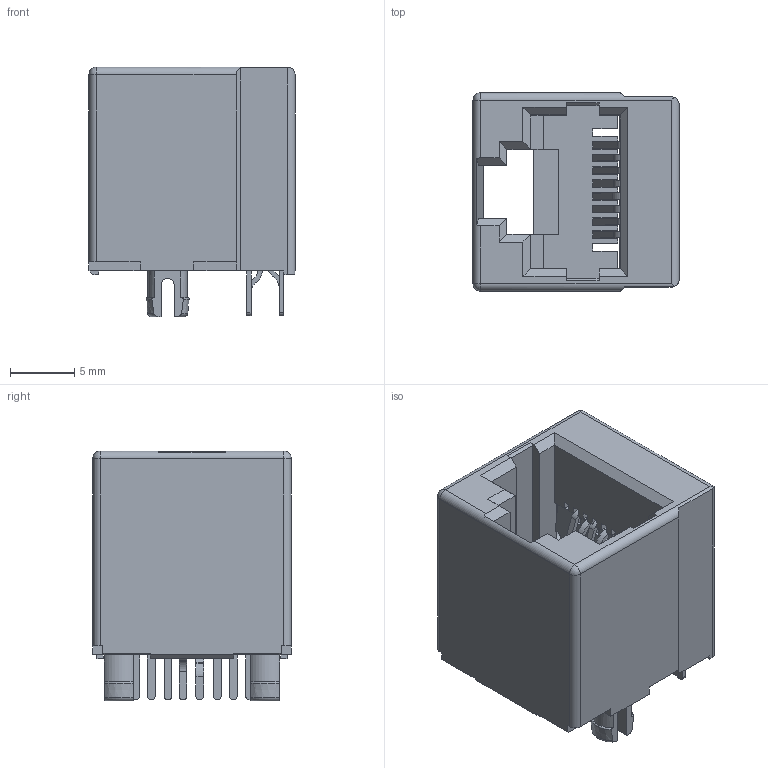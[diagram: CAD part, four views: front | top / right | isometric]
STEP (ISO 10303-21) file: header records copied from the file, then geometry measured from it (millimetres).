
FILE_DESCRIPTION(/* description */ ('Unknown'),/* implementation_level */ '2;1');
FILE_NAME(/* name */ 'J_Wurth_WR-MJ_615008160321',/* time_stamp */ '2025-07-08T10:23:09+08:00',/* author */ ('Unknown'),/* organization */ ('Unknown'),/* preprocessor_version */ 'ST-DEVELOPER v19.4',/* originating_system */ 'Solid Edge',/* authorisation */ 'Unknown');
FILE_SCHEMA (('AUTOMOTIVE_DESIGN {1 0 10303 214 3 1 1}'));
Length unit declared in the file: millimetre
Products named in the file (2): J_Wurth_WR-MJ_615008160321
Assembly tree (1 placements, depth 2):
  J_Wurth_WR-MJ_615008160321
    J_Wurth_WR-MJ_615008160321
Bounding box: 16.1 x 15.5 x 19.5 mm (x, y, z)
Volume: 1988.6 mm3; surface area: 3465.5 mm2
Topology: 1 solids, 20 shells, 858 faces, 2399 edges, 1559 vertices
Faces by surface type: plane 714, cylinder 126, torus 12, cone 4, sphere 2
Full cylindrical faces by diameter (mm): 0.9 x12, 1 x4, 1.1 x24
Entity records: 32859 total; most frequent: CARTESIAN_POINT 4842, ORIENTED_EDGE 4654, DIRECTION 4392, EDGE_CURVE 2327, LINE 1914, VECTOR 1914, VERTEX_POINT 1529, AXIS2_PLACEMENT_3D 1239
